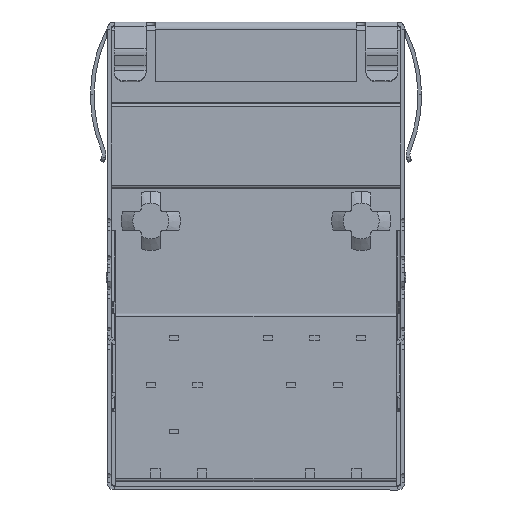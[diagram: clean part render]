
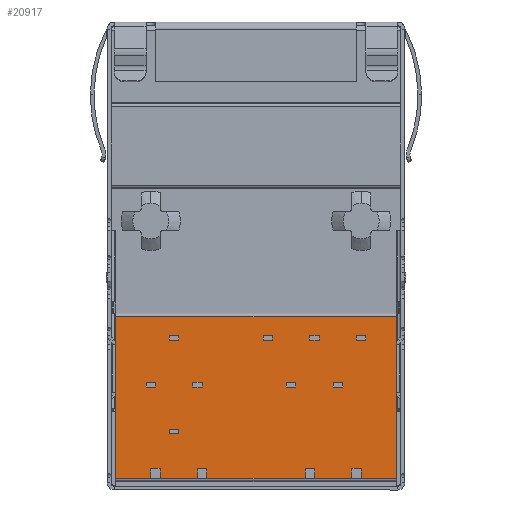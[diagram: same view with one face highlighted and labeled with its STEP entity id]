
A CAD part, front view. The second image highlights one B-rep face of the part: STEP entity #20917.
In plain terms, the highlighted planar face has unit normal (0, -1, 0).
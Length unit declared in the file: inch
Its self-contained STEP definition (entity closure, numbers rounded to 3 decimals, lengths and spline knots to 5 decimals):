
#111 = VERTEX_POINT ( 'NONE', #28924 ) ;
#499 = EDGE_CURVE ( 'NONE', #16098, #19109, #4156, .T. ) ;
#2073 = VERTEX_POINT ( 'NONE', #18481 ) ;
#3622 = VECTOR ( 'NONE', #12261, 39.37008 ) ;
#4156 = LINE ( 'NONE', #31747, #7812 ) ;
#6969 = PLANE ( 'NONE',  #21684 ) ;
#7812 = VECTOR ( 'NONE', #11152, 39.37008 ) ;
#9400 = CARTESIAN_POINT ( 'NONE',  ( -0.2995, 0., -0.4755 ) ) ;
#9638 = CARTESIAN_POINT ( 'NONE',  ( -0.2995, 0., -0.1285 ) ) ;
#11152 = DIRECTION ( 'NONE',  ( 0., 0., -1. ) ) ;
#11381 = LINE ( 'NONE', #9638, #3622 ) ;
#11528 = ORIENTED_EDGE ( 'NONE', *, *, #499, .T. ) ;
#11811 = VECTOR ( 'NONE', #33636, 39.37008 ) ;
#12261 = DIRECTION ( 'NONE',  ( -1., 0., 0. ) ) ;
#13410 = CARTESIAN_POINT ( 'NONE',  ( -0.2995, 0., -0.4755 ) ) ;
#13457 = LINE ( 'NONE', #30988, #11811 ) ;
#16014 = EDGE_CURVE ( 'NONE', #2073, #111, #13457, .T. ) ;
#16098 = VERTEX_POINT ( 'NONE', #26400 ) ;
#17680 = ORIENTED_EDGE ( 'NONE', *, *, #21470, .T. ) ;
#18481 = CARTESIAN_POINT ( 'NONE',  ( 0.2995, 0., -0.1285 ) ) ;
#19109 = VERTEX_POINT ( 'NONE', #13410 ) ;
#19687 = DIRECTION ( 'NONE',  ( 0., 1., 0. ) ) ;
#20917 = ADVANCED_FACE ( 'NONE', ( #29634 ), #6969, .F. ) ;
#21470 = EDGE_CURVE ( 'NONE', #19109, #111, #29641, .T. ) ;
#21684 = AXIS2_PLACEMENT_3D ( 'NONE', #25289, #19687, #22297 ) ;
#22297 = DIRECTION ( 'NONE',  ( 0., 0., 1. ) ) ;
#22360 = ORIENTED_EDGE ( 'NONE', *, *, #25003, .T. ) ;
#22703 = EDGE_LOOP ( 'NONE', ( #22360, #11528, #17680, #33609 ) ) ;
#24353 = VECTOR ( 'NONE', #25206, 39.37008 ) ;
#25003 = EDGE_CURVE ( 'NONE', #2073, #16098, #11381, .T. ) ;
#25206 = DIRECTION ( 'NONE',  ( 1., 0., 0. ) ) ;
#25289 = CARTESIAN_POINT ( 'NONE',  ( -0.2995, 0., 0.482 ) ) ;
#26400 = CARTESIAN_POINT ( 'NONE',  ( -0.2995, 0., -0.1285 ) ) ;
#28924 = CARTESIAN_POINT ( 'NONE',  ( 0.2995, 0., -0.4755 ) ) ;
#29634 = FACE_OUTER_BOUND ( 'NONE', #22703, .T. ) ;
#29641 = LINE ( 'NONE', #9400, #24353 ) ;
#30988 = CARTESIAN_POINT ( 'NONE',  ( 0.2995, 0., 0.055 ) ) ;
#31747 = CARTESIAN_POINT ( 'NONE',  ( -0.2995, 0., 0.055 ) ) ;
#33609 = ORIENTED_EDGE ( 'NONE', *, *, #16014, .F. ) ;
#33636 = DIRECTION ( 'NONE',  ( 0., 0., -1. ) ) ;
